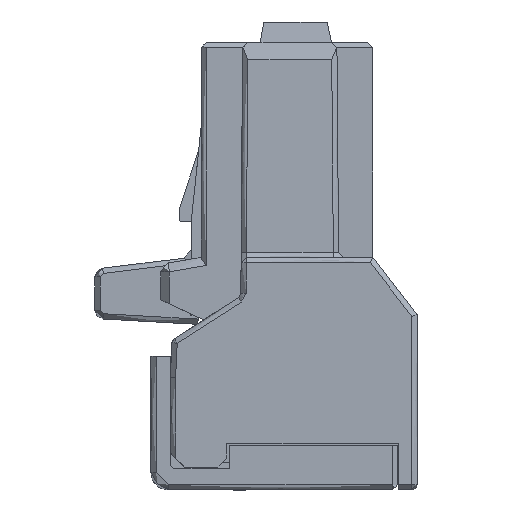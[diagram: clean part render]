
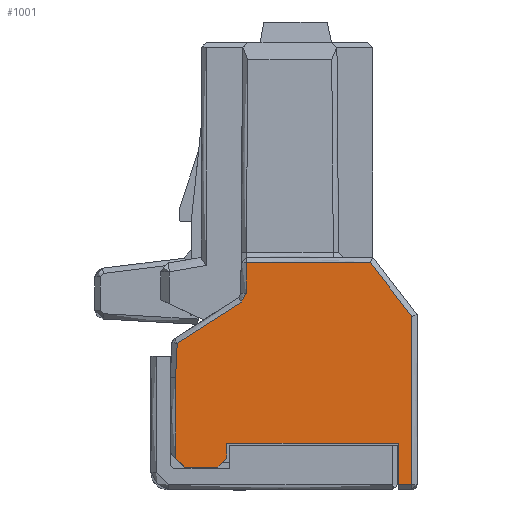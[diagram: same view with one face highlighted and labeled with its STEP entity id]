
A CAD part, left-side view. The second image highlights one B-rep face of the part: STEP entity #1001.
In plain terms, the highlighted free-form (B-spline) face has degree [1, 1] with [2, 2] control points.
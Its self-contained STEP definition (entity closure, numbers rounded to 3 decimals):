
#626=CARTESIAN_POINT('',(-0.688,8.649,10.506));
#627=VERTEX_POINT('',#626);
#636=CARTESIAN_POINT('',(-0.688,8.637,12.245));
#637=VERTEX_POINT('',#636);
#638=CARTESIAN_POINT('',(-0.688,8.649,10.506));
#639=CARTESIAN_POINT('',(-0.688,8.637,12.245));
#640=B_SPLINE_CURVE_WITH_KNOTS('',1,(#638,#639),.POLYLINE_FORM.,.F.,.U.,(2,2),(0.,1.),.UNSPECIFIED.);
#641=EDGE_CURVE('',#627,#637,#640,.T.);
#811=CARTESIAN_POINT('',(-0.688,8.925,10.005));
#812=VERTEX_POINT('',#811);
#819=CARTESIAN_POINT('',(-0.688,8.925,10.005));
#820=CARTESIAN_POINT('',(-0.688,8.651,10.18));
#821=CARTESIAN_POINT('',(-0.688,8.649,10.506));
#822=(BOUNDED_CURVE()B_SPLINE_CURVE(2,(#819,#820,#821),.CIRCULAR_ARC.,.F.,.U.)B_SPLINE_CURVE_WITH_KNOTS((3,3),(0.,1.),.UNSPECIFIED.)CURVE()GEOMETRIC_REPRESENTATION_ITEM()RATIONAL_B_SPLINE_CURVE((1.,0.879,1.))REPRESENTATION_ITEM(''));
#823=EDGE_CURVE('',#812,#627,#822,.T.);
#903=CARTESIAN_POINT('',(-0.688,-315.923,1841.361));
#904=CARTESIAN_POINT('',(-0.688,-315.923,-1839.719));
#905=CARTESIAN_POINT('',(-0.688,1839.366,1841.361));
#906=CARTESIAN_POINT('',(-0.688,1839.366,-1839.719));
#907=B_SPLINE_SURFACE_WITH_KNOTS('',1,1,((#903,#904),(#905,#906)),.PLANE_SURF.,.F.,.F.,.U.,(2,2),(2,2),(0.,1.),(0.,1.),.UNSPECIFIED.);
#908=CARTESIAN_POINT('',(-0.688,9.75,1.145));
#909=VERTEX_POINT('',#908);
#910=CARTESIAN_POINT('',(-0.688,9.75,1.995));
#911=VERTEX_POINT('',#910);
#912=CARTESIAN_POINT('',(-0.688,9.75,1.145));
#913=CARTESIAN_POINT('',(-0.688,9.75,1.995));
#914=B_SPLINE_CURVE_WITH_KNOTS('',1,(#912,#913),.POLYLINE_FORM.,.F.,.U.,(2,2),(0.,1.),.UNSPECIFIED.);
#915=EDGE_CURVE('',#909,#911,#914,.T.);
#916=ORIENTED_EDGE('',*,*,#915,.T.);
#917=CARTESIAN_POINT('',(-0.688,0.,1.995));
#918=VERTEX_POINT('',#917);
#919=CARTESIAN_POINT('',(-0.688,9.75,1.995));
#920=CARTESIAN_POINT('',(-0.688,0.,1.995));
#921=B_SPLINE_CURVE_WITH_KNOTS('',1,(#919,#920),.POLYLINE_FORM.,.F.,.U.,(2,2),(0.,1.),.UNSPECIFIED.);
#922=EDGE_CURVE('',#911,#918,#921,.T.);
#923=ORIENTED_EDGE('',*,*,#922,.T.);
#924=CARTESIAN_POINT('',(-0.688,0.,-0.355));
#925=VERTEX_POINT('',#924);
#926=CARTESIAN_POINT('',(-0.688,0.,1.995));
#927=CARTESIAN_POINT('',(-0.688,0.,-0.355));
#928=B_SPLINE_CURVE_WITH_KNOTS('',1,(#926,#927),.POLYLINE_FORM.,.F.,.U.,(2,2),(0.,1.),.UNSPECIFIED.);
#929=EDGE_CURVE('',#918,#925,#928,.T.);
#930=ORIENTED_EDGE('',*,*,#929,.T.);
#931=CARTESIAN_POINT('',(-0.688,-0.75,-0.355));
#932=VERTEX_POINT('',#931);
#933=CARTESIAN_POINT('',(-0.688,0.,-0.355));
#934=CARTESIAN_POINT('',(-0.688,-0.75,-0.355));
#935=B_SPLINE_CURVE_WITH_KNOTS('',1,(#933,#934),.POLYLINE_FORM.,.F.,.U.,(2,2),(0.,1.),.UNSPECIFIED.);
#936=EDGE_CURVE('',#925,#932,#935,.T.);
#937=ORIENTED_EDGE('',*,*,#936,.T.);
#938=CARTESIAN_POINT('',(-0.688,-0.75,9.193));
#939=VERTEX_POINT('',#938);
#940=CARTESIAN_POINT('',(-0.688,-0.75,-0.355));
#941=CARTESIAN_POINT('',(-0.688,-0.75,9.193));
#942=B_SPLINE_CURVE_WITH_KNOTS('',1,(#940,#941),.POLYLINE_FORM.,.F.,.U.,(2,2),(0.,1.),.UNSPECIFIED.);
#943=EDGE_CURVE('',#932,#939,#942,.T.);
#944=ORIENTED_EDGE('',*,*,#943,.T.);
#945=CARTESIAN_POINT('',(-0.688,1.6,12.245));
#946=VERTEX_POINT('',#945);
#947=CARTESIAN_POINT('',(-0.688,-0.75,9.193));
#948=CARTESIAN_POINT('',(-0.688,1.6,12.245));
#949=B_SPLINE_CURVE_WITH_KNOTS('',1,(#947,#948),.POLYLINE_FORM.,.F.,.U.,(2,2),(0.,1.),.UNSPECIFIED.);
#950=EDGE_CURVE('',#939,#946,#949,.T.);
#951=ORIENTED_EDGE('',*,*,#950,.T.);
#952=CARTESIAN_POINT('',(-0.688,1.6,12.245));
#953=CARTESIAN_POINT('',(-0.688,8.637,12.245));
#954=B_SPLINE_CURVE_WITH_KNOTS('',1,(#952,#953),.POLYLINE_FORM.,.F.,.U.,(2,2),(0.,1.),.UNSPECIFIED.);
#955=EDGE_CURVE('',#946,#637,#954,.T.);
#956=ORIENTED_EDGE('',*,*,#955,.T.);
#957=ORIENTED_EDGE('',*,*,#641,.F.);
#958=ORIENTED_EDGE('',*,*,#823,.F.);
#959=CARTESIAN_POINT('',(-0.688,12.558,7.676));
#960=VERTEX_POINT('',#959);
#961=CARTESIAN_POINT('',(-0.688,8.925,10.005));
#962=CARTESIAN_POINT('',(-0.688,12.558,7.676));
#963=B_SPLINE_CURVE_WITH_KNOTS('',1,(#961,#962),.POLYLINE_FORM.,.F.,.U.,(2,2),(0.,1.),.UNSPECIFIED.);
#964=EDGE_CURVE('',#812,#960,#963,.T.);
#965=ORIENTED_EDGE('',*,*,#964,.T.);
#966=CARTESIAN_POINT('',(-0.688,12.65,5.731));
#967=VERTEX_POINT('',#966);
#968=CARTESIAN_POINT('',(-0.688,12.558,7.676));
#969=CARTESIAN_POINT('',(-0.688,12.65,5.731));
#970=B_SPLINE_CURVE_WITH_KNOTS('',1,(#968,#969),.POLYLINE_FORM.,.F.,.U.,(2,2),(0.,1.),.UNSPECIFIED.);
#971=EDGE_CURVE('',#960,#967,#970,.T.);
#972=ORIENTED_EDGE('',*,*,#971,.T.);
#973=CARTESIAN_POINT('',(-0.688,12.65,1.145));
#974=VERTEX_POINT('',#973);
#975=CARTESIAN_POINT('',(-0.688,12.65,5.731));
#976=CARTESIAN_POINT('',(-0.688,12.65,1.145));
#977=B_SPLINE_CURVE_WITH_KNOTS('',1,(#975,#976),.POLYLINE_FORM.,.F.,.U.,(2,2),(0.,1.),.UNSPECIFIED.);
#978=EDGE_CURVE('',#967,#974,#977,.T.);
#979=ORIENTED_EDGE('',*,*,#978,.T.);
#980=CARTESIAN_POINT('',(-0.688,12.15,0.645));
#981=VERTEX_POINT('',#980);
#982=CARTESIAN_POINT('',(-0.688,12.65,1.145));
#983=CARTESIAN_POINT('',(-0.688,12.15,0.645));
#984=B_SPLINE_CURVE_WITH_KNOTS('',1,(#982,#983),.POLYLINE_FORM.,.F.,.U.,(2,2),(0.,1.),.UNSPECIFIED.);
#985=EDGE_CURVE('',#974,#981,#984,.T.);
#986=ORIENTED_EDGE('',*,*,#985,.T.);
#987=CARTESIAN_POINT('',(-0.688,10.25,0.645));
#988=VERTEX_POINT('',#987);
#989=CARTESIAN_POINT('',(-0.688,12.15,0.645));
#990=CARTESIAN_POINT('',(-0.688,10.25,0.645));
#991=B_SPLINE_CURVE_WITH_KNOTS('',1,(#989,#990),.POLYLINE_FORM.,.F.,.U.,(2,2),(0.,1.),.UNSPECIFIED.);
#992=EDGE_CURVE('',#981,#988,#991,.T.);
#993=ORIENTED_EDGE('',*,*,#992,.T.);
#994=CARTESIAN_POINT('',(-0.688,10.25,0.645));
#995=CARTESIAN_POINT('',(-0.688,9.75,1.145));
#996=B_SPLINE_CURVE_WITH_KNOTS('',1,(#994,#995),.POLYLINE_FORM.,.F.,.U.,(2,2),(0.,1.),.UNSPECIFIED.);
#997=EDGE_CURVE('',#988,#909,#996,.T.);
#998=ORIENTED_EDGE('',*,*,#997,.T.);
#999=EDGE_LOOP('',(#916,#923,#930,#937,#944,#951,#956,#957,#958,#965,#972,#979,#986,#993,#998));
#1000=FACE_OUTER_BOUND('',#999,.T.);
#1001=ADVANCED_FACE('',(#1000),#907,.T.);
